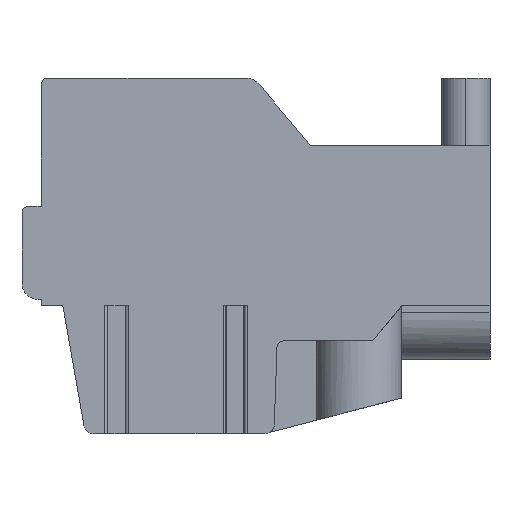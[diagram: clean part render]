
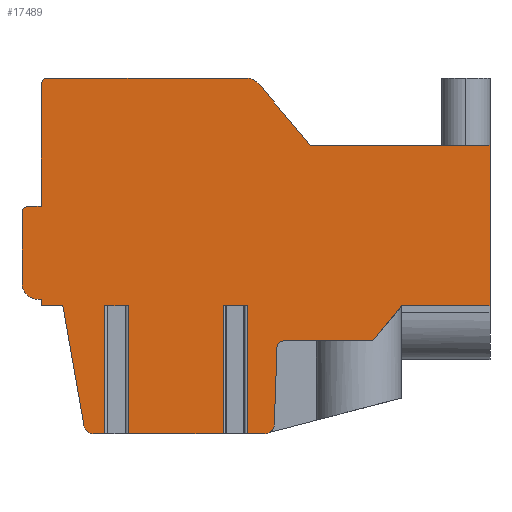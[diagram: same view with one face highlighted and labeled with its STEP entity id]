
A CAD part, front view. The second image highlights one B-rep face of the part: STEP entity #17489.
In plain terms, the highlighted planar face has unit normal (0, -1, 0).
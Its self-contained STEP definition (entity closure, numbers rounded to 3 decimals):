
#1=DIRECTION('',(1.,0.,0.));
#2=VECTOR('',#1,0.746);
#3=CARTESIAN_POINT('',(-12.023,0.,-7.186));
#4=LINE('',#3,#2);
#5=DIRECTION('',(0.,0.,-1.));
#6=VECTOR('',#5,4.);
#7=CARTESIAN_POINT('',(-12.023,0.,-7.186));
#8=LINE('',#7,#6);
#9=DIRECTION('',(-1.,0.,0.));
#10=VECTOR('',#9,0.348);
#11=CARTESIAN_POINT('',(-12.023,0.,-11.186));
#12=LINE('',#11,#10);
#13=CARTESIAN_POINT('',(-12.371,0.,-10.886));
#14=DIRECTION('',(0.,1.,0.));
#15=DIRECTION('',(0.,0.,-1.));
#16=AXIS2_PLACEMENT_3D('',#13,#14,#15);
#18=DIRECTION('',(-0.174,0.,0.985));
#19=VECTOR('',#18,3.81);
#20=CARTESIAN_POINT('',(-12.667,0.,-10.938));
#21=LINE('',#20,#19);
#22=DIRECTION('',(-1.,0.,0.));
#23=VECTOR('',#22,0.672);
#24=CARTESIAN_POINT('',(-13.328,0.,-7.186));
#25=LINE('',#24,#23);
#26=DIRECTION('',(0.,0.,1.));
#27=VECTOR('',#26,0.2);
#28=CARTESIAN_POINT('',(-14.,0.,-7.186));
#29=LINE('',#28,#27);
#30=DIRECTION('',(-1.,0.,0.));
#31=VECTOR('',#30,0.1);
#32=CARTESIAN_POINT('',(-14.,0.,-6.986));
#33=LINE('',#32,#31);
#34=CARTESIAN_POINT('',(-14.1,0.,-6.486));
#35=DIRECTION('',(0.,1.,0.));
#36=DIRECTION('',(0.,0.,-1.));
#37=AXIS2_PLACEMENT_3D('',#34,#35,#36);
#39=DIRECTION('',(0.,0.,1.));
#40=VECTOR('',#39,2.2);
#41=CARTESIAN_POINT('',(-14.6,0.,-6.486));
#42=LINE('',#41,#40);
#43=CARTESIAN_POINT('',(-14.4,0.,-4.286));
#44=DIRECTION('',(0.,1.,0.));
#45=DIRECTION('',(-1.,0.,0.));
#46=AXIS2_PLACEMENT_3D('',#43,#44,#45);
#48=DIRECTION('',(1.,0.,0.));
#49=VECTOR('',#48,0.4);
#50=CARTESIAN_POINT('',(-14.4,0.,-4.086));
#51=LINE('',#50,#49);
#52=DIRECTION('',(0.,0.,1.));
#53=VECTOR('',#52,3.8);
#54=CARTESIAN_POINT('',(-14.,0.,-4.086));
#55=LINE('',#54,#53);
#56=CARTESIAN_POINT('',(-13.8,0.,-0.286));
#57=DIRECTION('',(0.,1.,0.));
#58=DIRECTION('',(-1.,0.,0.));
#59=AXIS2_PLACEMENT_3D('',#56,#57,#58);
#61=DIRECTION('',(1.,0.,0.));
#62=VECTOR('',#61,6.205);
#63=CARTESIAN_POINT('',(-13.8,0.,-0.086));
#64=LINE('',#63,#62);
#65=CARTESIAN_POINT('',(-7.595,0.,-0.586));
#66=DIRECTION('',(0.,1.,0.));
#67=DIRECTION('',(0.,0.,1.));
#68=AXIS2_PLACEMENT_3D('',#65,#66,#67);
#70=DIRECTION('',(0.643,0.,-0.766));
#71=VECTOR('',#70,2.508);
#72=CARTESIAN_POINT('',(-7.212,0.,-0.264));
#73=LINE('',#72,#71);
#74=DIRECTION('',(1.,0.,0.));
#75=VECTOR('',#74,5.6);
#76=CARTESIAN_POINT('',(-5.6,0.,-2.186));
#77=LINE('',#76,#75);
#78=DIRECTION('',(0.,0.,-1.));
#79=VECTOR('',#78,5.);
#80=CARTESIAN_POINT('',(0.,0.,-2.186));
#81=LINE('',#80,#79);
#82=DIRECTION('',(-1.,0.,0.));
#83=VECTOR('',#82,2.75);
#84=CARTESIAN_POINT('',(0.,0.,-7.186));
#85=LINE('',#84,#83);
#86=DIRECTION('',(-0.635,0.,-0.773));
#87=VECTOR('',#86,1.423);
#88=CARTESIAN_POINT('',(-2.75,0.,-7.186));
#89=LINE('',#88,#87);
#90=DIRECTION('',(-1.,0.,0.));
#91=VECTOR('',#90,2.792);
#92=CARTESIAN_POINT('',(-3.653,0.,-8.286));
#93=LINE('',#92,#91);
#94=CARTESIAN_POINT('',(-6.445,0.,-8.486));
#95=DIRECTION('',(0.,-1.,0.));
#96=DIRECTION('',(0.,0.,1.));
#97=AXIS2_PLACEMENT_3D('',#94,#95,#96);
#99=DIRECTION('',(-0.035,0.,-0.999));
#100=VECTOR('',#99,2.419);
#101=CARTESIAN_POINT('',(-6.645,0.,-8.479));
#102=LINE('',#101,#100);
#103=CARTESIAN_POINT('',(-7.029,0.,-10.886));
#104=DIRECTION('',(0.,1.,0.));
#105=DIRECTION('',(0.999,0.,-0.035));
#106=AXIS2_PLACEMENT_3D('',#103,#104,#105);
#108=DIRECTION('',(-1.,0.,0.));
#109=VECTOR('',#108,0.547);
#110=CARTESIAN_POINT('',(-7.029,0.,-11.186));
#111=LINE('',#110,#109);
#112=DIRECTION('',(0.,0.,-1.));
#113=VECTOR('',#112,4.);
#114=CARTESIAN_POINT('',(-7.577,0.,-7.186));
#115=LINE('',#114,#113);
#116=DIRECTION('',(1.,0.,0.));
#117=VECTOR('',#116,0.746);
#118=CARTESIAN_POINT('',(-8.323,0.,-7.186));
#119=LINE('',#118,#117);
#120=DIRECTION('',(0.,0.,-1.));
#121=VECTOR('',#120,4.);
#122=CARTESIAN_POINT('',(-8.323,0.,-7.186));
#123=LINE('',#122,#121);
#124=DIRECTION('',(-1.,0.,0.));
#125=VECTOR('',#124,2.954);
#126=CARTESIAN_POINT('',(-8.323,0.,-11.186));
#127=LINE('',#126,#125);
#128=DIRECTION('',(0.,0.,-1.));
#129=VECTOR('',#128,4.);
#130=CARTESIAN_POINT('',(-11.277,0.,-7.186));
#131=LINE('',#130,#129);
#13694=CARTESIAN_POINT('',(-14.6,0.,-6.486));
#13695=CARTESIAN_POINT('',(-14.6,0.,-4.286));
#13696=VERTEX_POINT('',#13694);
#13697=VERTEX_POINT('',#13695);
#13698=CARTESIAN_POINT('',(-14.4,0.,-4.086));
#13699=VERTEX_POINT('',#13698);
#13700=CARTESIAN_POINT('',(-14.,0.,-4.086));
#13701=VERTEX_POINT('',#13700);
#13702=CARTESIAN_POINT('',(-14.,0.,-0.286));
#13703=VERTEX_POINT('',#13702);
#13704=CARTESIAN_POINT('',(-13.8,0.,-0.086));
#13705=VERTEX_POINT('',#13704);
#13706=CARTESIAN_POINT('',(-7.595,0.,-0.086));
#13707=VERTEX_POINT('',#13706);
#13708=CARTESIAN_POINT('',(-7.212,0.,-0.264));
#13709=VERTEX_POINT('',#13708);
#13710=CARTESIAN_POINT('',(-5.6,0.,-2.186));
#13711=VERTEX_POINT('',#13710);
#13712=CARTESIAN_POINT('',(0.,0.,-2.186));
#13713=VERTEX_POINT('',#13712);
#13714=CARTESIAN_POINT('',(0.,0.,-7.186));
#13715=VERTEX_POINT('',#13714);
#13716=CARTESIAN_POINT('',(-2.75,0.,-7.186));
#13717=VERTEX_POINT('',#13716);
#13718=CARTESIAN_POINT('',(-3.653,0.,-8.286));
#13719=VERTEX_POINT('',#13718);
#13720=CARTESIAN_POINT('',(-6.445,0.,-8.286));
#13721=VERTEX_POINT('',#13720);
#13722=CARTESIAN_POINT('',(-6.645,0.,-8.479));
#13723=VERTEX_POINT('',#13722);
#13724=CARTESIAN_POINT('',(-6.73,0.,-10.896));
#13725=VERTEX_POINT('',#13724);
#13726=CARTESIAN_POINT('',(-7.029,0.,-11.186));
#13727=VERTEX_POINT('',#13726);
#13728=CARTESIAN_POINT('',(-12.371,0.,-11.186));
#13729=CARTESIAN_POINT('',(-12.667,0.,-10.938));
#13730=VERTEX_POINT('',#13728);
#13731=VERTEX_POINT('',#13729);
#13732=CARTESIAN_POINT('',(-13.328,0.,-7.186));
#13733=VERTEX_POINT('',#13732);
#13734=CARTESIAN_POINT('',(-14.,0.,-7.186));
#13735=VERTEX_POINT('',#13734);
#13736=CARTESIAN_POINT('',(-14.,0.,-6.986));
#13737=VERTEX_POINT('',#13736);
#13738=CARTESIAN_POINT('',(-14.1,0.,-6.986));
#13739=VERTEX_POINT('',#13738);
#14185=CARTESIAN_POINT('',(-12.023,0.,-7.186));
#14186=CARTESIAN_POINT('',(-11.277,0.,-7.186));
#14187=VERTEX_POINT('',#14185);
#14188=VERTEX_POINT('',#14186);
#14189=CARTESIAN_POINT('',(-8.323,0.,-7.186));
#14190=CARTESIAN_POINT('',(-7.577,0.,-7.186));
#14191=VERTEX_POINT('',#14189);
#14192=VERTEX_POINT('',#14190);
#14193=CARTESIAN_POINT('',(-11.277,0.,-11.186));
#14194=VERTEX_POINT('',#14193);
#14195=CARTESIAN_POINT('',(-12.023,0.,-11.186));
#14196=VERTEX_POINT('',#14195);
#14197=CARTESIAN_POINT('',(-8.323,0.,-11.186));
#14198=VERTEX_POINT('',#14197);
#14199=CARTESIAN_POINT('',(-7.577,0.,-11.186));
#14200=VERTEX_POINT('',#14199);
#17420=CARTESIAN_POINT('',(0.,0.,0.));
#17421=DIRECTION('',(0.,1.,0.));
#17422=DIRECTION('',(1.,0.,0.));
#17423=AXIS2_PLACEMENT_3D('',#17420,#17421,#17422);
#17424=PLANE('',#17423);
#17426=ORIENTED_EDGE('',*,*,#17425,.F.);
#17428=ORIENTED_EDGE('',*,*,#17427,.T.);
#17430=ORIENTED_EDGE('',*,*,#17429,.T.);
#17432=ORIENTED_EDGE('',*,*,#17431,.T.);
#17434=ORIENTED_EDGE('',*,*,#17433,.T.);
#17436=ORIENTED_EDGE('',*,*,#17435,.T.);
#17438=ORIENTED_EDGE('',*,*,#17437,.T.);
#17440=ORIENTED_EDGE('',*,*,#17439,.T.);
#17442=ORIENTED_EDGE('',*,*,#17441,.T.);
#17444=ORIENTED_EDGE('',*,*,#17443,.T.);
#17446=ORIENTED_EDGE('',*,*,#17445,.T.);
#17448=ORIENTED_EDGE('',*,*,#17447,.T.);
#17450=ORIENTED_EDGE('',*,*,#17449,.T.);
#17452=ORIENTED_EDGE('',*,*,#17451,.T.);
#17454=ORIENTED_EDGE('',*,*,#17453,.T.);
#17456=ORIENTED_EDGE('',*,*,#17455,.T.);
#17458=ORIENTED_EDGE('',*,*,#17457,.T.);
#17460=ORIENTED_EDGE('',*,*,#17459,.T.);
#17462=ORIENTED_EDGE('',*,*,#17461,.T.);
#17464=ORIENTED_EDGE('',*,*,#17463,.T.);
#17466=ORIENTED_EDGE('',*,*,#17465,.T.);
#17468=ORIENTED_EDGE('',*,*,#17467,.T.);
#17470=ORIENTED_EDGE('',*,*,#17469,.T.);
#17472=ORIENTED_EDGE('',*,*,#17471,.T.);
#17474=ORIENTED_EDGE('',*,*,#17473,.T.);
#17476=ORIENTED_EDGE('',*,*,#17475,.T.);
#17478=ORIENTED_EDGE('',*,*,#17477,.F.);
#17480=ORIENTED_EDGE('',*,*,#17479,.F.);
#17482=ORIENTED_EDGE('',*,*,#17481,.T.);
#17484=ORIENTED_EDGE('',*,*,#17483,.T.);
#17486=ORIENTED_EDGE('',*,*,#17485,.F.);
#17487=EDGE_LOOP('',(#17426,#17428,#17430,#17432,#17434,#17436,#17438,#17440,
#17442,#17444,#17446,#17448,#17450,#17452,#17454,#17456,#17458,#17460,#17462,
#17464,#17466,#17468,#17470,#17472,#17474,#17476,#17478,#17480,#17482,#17484,
#17486));
#17488=FACE_OUTER_BOUND('',#17487,.F.);
#17489=ADVANCED_FACE('',(#17488),#17424,.F.);
#17=CIRCLE('',#16,0.3);
#38=CIRCLE('',#37,0.5);
#47=CIRCLE('',#46,0.2);
#60=CIRCLE('',#59,0.2);
#69=CIRCLE('',#68,0.5);
#98=CIRCLE('',#97,0.2);
#107=CIRCLE('',#106,0.3);
#17425=EDGE_CURVE('',#14187,#14188,#4,.T.);
#17427=EDGE_CURVE('',#14187,#14196,#8,.T.);
#17429=EDGE_CURVE('',#14196,#13730,#12,.T.);
#17431=EDGE_CURVE('',#13730,#13731,#17,.T.);
#17433=EDGE_CURVE('',#13731,#13733,#21,.T.);
#17435=EDGE_CURVE('',#13733,#13735,#25,.T.);
#17437=EDGE_CURVE('',#13735,#13737,#29,.T.);
#17439=EDGE_CURVE('',#13737,#13739,#33,.T.);
#17441=EDGE_CURVE('',#13739,#13696,#38,.T.);
#17443=EDGE_CURVE('',#13696,#13697,#42,.T.);
#17445=EDGE_CURVE('',#13697,#13699,#47,.T.);
#17447=EDGE_CURVE('',#13699,#13701,#51,.T.);
#17449=EDGE_CURVE('',#13701,#13703,#55,.T.);
#17451=EDGE_CURVE('',#13703,#13705,#60,.T.);
#17453=EDGE_CURVE('',#13705,#13707,#64,.T.);
#17455=EDGE_CURVE('',#13707,#13709,#69,.T.);
#17457=EDGE_CURVE('',#13709,#13711,#73,.T.);
#17459=EDGE_CURVE('',#13711,#13713,#77,.T.);
#17461=EDGE_CURVE('',#13713,#13715,#81,.T.);
#17463=EDGE_CURVE('',#13715,#13717,#85,.T.);
#17465=EDGE_CURVE('',#13717,#13719,#89,.T.);
#17467=EDGE_CURVE('',#13719,#13721,#93,.T.);
#17469=EDGE_CURVE('',#13721,#13723,#98,.T.);
#17471=EDGE_CURVE('',#13723,#13725,#102,.T.);
#17473=EDGE_CURVE('',#13725,#13727,#107,.T.);
#17475=EDGE_CURVE('',#13727,#14200,#111,.T.);
#17477=EDGE_CURVE('',#14192,#14200,#115,.T.);
#17479=EDGE_CURVE('',#14191,#14192,#119,.T.);
#17481=EDGE_CURVE('',#14191,#14198,#123,.T.);
#17483=EDGE_CURVE('',#14198,#14194,#127,.T.);
#17485=EDGE_CURVE('',#14188,#14194,#131,.T.);
